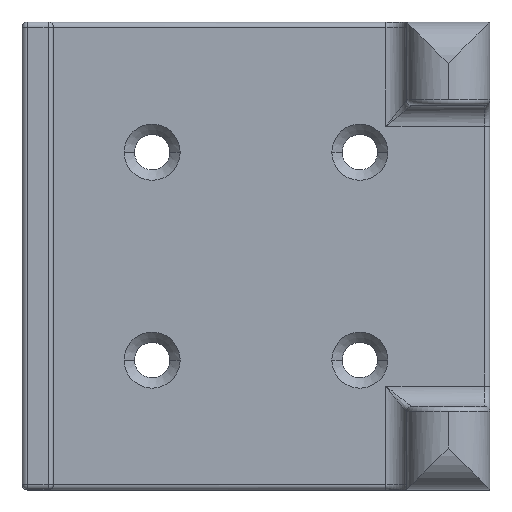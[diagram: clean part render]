
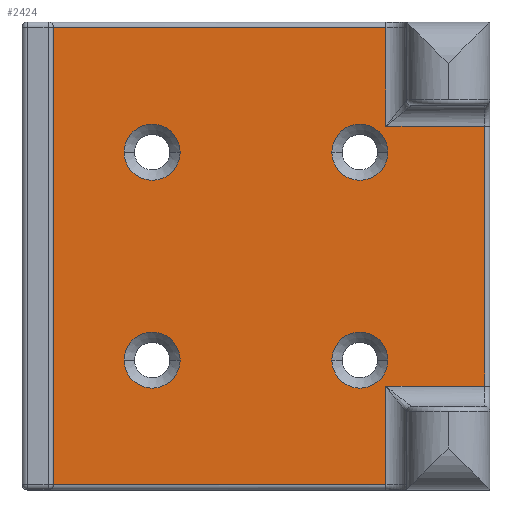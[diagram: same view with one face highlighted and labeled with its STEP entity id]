
A CAD part, top view. The second image highlights one B-rep face of the part: STEP entity #2424.
In plain terms, the highlighted planar face has unit normal (0, 0, 1).
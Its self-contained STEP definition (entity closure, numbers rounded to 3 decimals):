
#514=CARTESIAN_POINT('Vertex',(-19.5,-22.,3.)) ;
#801=CARTESIAN_POINT('Line Origine',(-19.5,0.,3.)) ;
#805=CARTESIAN_POINT('Vertex',(-19.5,22.,3.)) ;
#1117=CARTESIAN_POINT('Line Origine',(0.25,22.,3.)) ;
#1121=CARTESIAN_POINT('Vertex',(12.5,22.,3.)) ;
#1227=CARTESIAN_POINT('Line Origine',(0.,-22.,3.)) ;
#1231=CARTESIAN_POINT('Vertex',(12.5,-22.,3.)) ;
#1264=CARTESIAN_POINT('Vertex',(22.,12.5,3.)) ;
#1267=CARTESIAN_POINT('Line Origine',(22.,0.,3.)) ;
#1271=CARTESIAN_POINT('Vertex',(22.,-12.5,3.)) ;
#1467=CARTESIAN_POINT('Vertex',(12.5,12.5,3.)) ;
#1470=CARTESIAN_POINT('Line Origine',(12.5,0.,3.)) ;
#1501=CARTESIAN_POINT('Line Origine',(1.25,12.5,3.)) ;
#1831=CARTESIAN_POINT('Vertex',(12.5,-12.5,3.)) ;
#1834=CARTESIAN_POINT('Line Origine',(12.5,0.,3.)) ;
#1900=CARTESIAN_POINT('Line Origine',(1.25,-12.5,3.)) ;
#2115=CARTESIAN_POINT('Vertex',(-12.7,10.,3.)) ;
#2118=CARTESIAN_POINT('Axis2P3D Location',(-10.,10.,3.)) ;
#2122=CARTESIAN_POINT('Vertex',(-7.3,10.,3.)) ;
#2142=CARTESIAN_POINT('Axis2P3D Location',(-10.,10.,3.)) ;
#2206=CARTESIAN_POINT('Vertex',(7.3,10.,3.)) ;
#2209=CARTESIAN_POINT('Axis2P3D Location',(10.,10.,3.)) ;
#2213=CARTESIAN_POINT('Vertex',(12.7,10.,3.)) ;
#2233=CARTESIAN_POINT('Axis2P3D Location',(10.,10.,3.)) ;
#2297=CARTESIAN_POINT('Vertex',(-12.7,-10.,3.)) ;
#2300=CARTESIAN_POINT('Axis2P3D Location',(-10.,-10.,3.)) ;
#2304=CARTESIAN_POINT('Vertex',(-7.3,-10.,3.)) ;
#2324=CARTESIAN_POINT('Axis2P3D Location',(-10.,-10.,3.)) ;
#2379=CARTESIAN_POINT('Axis2P3D Location',(0.,0.,3.)) ;
#2394=CARTESIAN_POINT('Axis2P3D Location',(10.,-10.,3.)) ;
#2398=CARTESIAN_POINT('Vertex',(7.3,-10.,3.)) ;
#2400=CARTESIAN_POINT('Vertex',(12.7,-10.,3.)) ;
#2403=CARTESIAN_POINT('Axis2P3D Location',(10.,-10.,3.)) ;
#802=DIRECTION('Vector Direction',(0.,1.,0.)) ;
#1118=DIRECTION('Vector Direction',(1.,0.,0.)) ;
#1228=DIRECTION('Vector Direction',(1.,0.,0.)) ;
#1268=DIRECTION('Vector Direction',(0.,1.,0.)) ;
#1471=DIRECTION('Vector Direction',(0.,1.,0.)) ;
#1502=DIRECTION('Vector Direction',(-1.,0.,0.)) ;
#1835=DIRECTION('Vector Direction',(0.,-1.,0.)) ;
#1901=DIRECTION('Vector Direction',(-1.,0.,0.)) ;
#2119=DIRECTION('Axis2P3D Direction',(0.,0.,1.)) ;
#2143=DIRECTION('Axis2P3D Direction',(0.,-0.,1.)) ;
#2210=DIRECTION('Axis2P3D Direction',(0.,0.,1.)) ;
#2234=DIRECTION('Axis2P3D Direction',(0.,0.,1.)) ;
#2301=DIRECTION('Axis2P3D Direction',(0.,0.,1.)) ;
#2325=DIRECTION('Axis2P3D Direction',(0.,0.,1.)) ;
#2380=DIRECTION('Axis2P3D Direction',(0.,0.,1.)) ;
#2381=DIRECTION('Axis2P3D XDirection',(1.,0.,0.)) ;
#2395=DIRECTION('Axis2P3D Direction',(0.,0.,1.)) ;
#2404=DIRECTION('Axis2P3D Direction',(0.,0.,1.)) ;
#2120=AXIS2_PLACEMENT_3D('Circle Axis2P3D',#2118,#2119,$) ;
#2144=AXIS2_PLACEMENT_3D('Circle Axis2P3D',#2142,#2143,$) ;
#2211=AXIS2_PLACEMENT_3D('Circle Axis2P3D',#2209,#2210,$) ;
#2235=AXIS2_PLACEMENT_3D('Circle Axis2P3D',#2233,#2234,$) ;
#2302=AXIS2_PLACEMENT_3D('Circle Axis2P3D',#2300,#2301,$) ;
#2326=AXIS2_PLACEMENT_3D('Circle Axis2P3D',#2324,#2325,$) ;
#2382=AXIS2_PLACEMENT_3D('Plane Axis2P3D',#2379,#2380,#2381) ;
#2396=AXIS2_PLACEMENT_3D('Circle Axis2P3D',#2394,#2395,$) ;
#2405=AXIS2_PLACEMENT_3D('Circle Axis2P3D',#2403,#2404,$) ;
#2385=ORIENTED_EDGE('',*,*,#1273,.T.) ;
#2386=ORIENTED_EDGE('',*,*,#1505,.F.) ;
#2387=ORIENTED_EDGE('',*,*,#1474,.F.) ;
#2388=ORIENTED_EDGE('',*,*,#1123,.T.) ;
#2389=ORIENTED_EDGE('',*,*,#807,.F.) ;
#2390=ORIENTED_EDGE('',*,*,#1233,.T.) ;
#2391=ORIENTED_EDGE('',*,*,#1838,.T.) ;
#2392=ORIENTED_EDGE('',*,*,#1904,.T.) ;
#2409=ORIENTED_EDGE('',*,*,#2402,.F.) ;
#2410=ORIENTED_EDGE('',*,*,#2407,.F.) ;
#2413=ORIENTED_EDGE('',*,*,#2328,.F.) ;
#2414=ORIENTED_EDGE('',*,*,#2306,.F.) ;
#2417=ORIENTED_EDGE('',*,*,#2237,.F.) ;
#2418=ORIENTED_EDGE('',*,*,#2215,.F.) ;
#2421=ORIENTED_EDGE('',*,*,#2146,.F.) ;
#2422=ORIENTED_EDGE('',*,*,#2124,.F.) ;
#2411=FACE_BOUND('',#2408,.T.) ;
#2415=FACE_BOUND('',#2412,.T.) ;
#2419=FACE_BOUND('',#2416,.T.) ;
#2423=FACE_BOUND('',#2420,.T.) ;
#803=VECTOR('Line Direction',#802,1.) ;
#1119=VECTOR('Line Direction',#1118,1.) ;
#1229=VECTOR('Line Direction',#1228,1.) ;
#1269=VECTOR('Line Direction',#1268,1.) ;
#1472=VECTOR('Line Direction',#1471,1.) ;
#1503=VECTOR('Line Direction',#1502,1.) ;
#1836=VECTOR('Line Direction',#1835,1.) ;
#1902=VECTOR('Line Direction',#1901,1.) ;
#2424=ADVANCED_FACE('PartBody',(#2393,#2411,#2415,#2419,#2423),#2383,.T.) ;
#2121=CIRCLE('generated circle',#2120,2.7) ;
#2145=CIRCLE('generated circle',#2144,2.7) ;
#2212=CIRCLE('generated circle',#2211,2.7) ;
#2236=CIRCLE('generated circle',#2235,2.7) ;
#2303=CIRCLE('generated circle',#2302,2.7) ;
#2327=CIRCLE('generated circle',#2326,2.7) ;
#2397=CIRCLE('generated circle',#2396,2.7) ;
#2406=CIRCLE('generated circle',#2405,2.7) ;
#807=EDGE_CURVE('',#515,#806,#804,.T.) ;
#1123=EDGE_CURVE('',#1122,#806,#1120,.F.) ;
#1233=EDGE_CURVE('',#515,#1232,#1230,.T.) ;
#1273=EDGE_CURVE('',#1272,#1265,#1270,.T.) ;
#1474=EDGE_CURVE('',#1122,#1468,#1473,.F.) ;
#1505=EDGE_CURVE('',#1468,#1265,#1504,.F.) ;
#1838=EDGE_CURVE('',#1232,#1832,#1837,.F.) ;
#1904=EDGE_CURVE('',#1832,#1272,#1903,.F.) ;
#2124=EDGE_CURVE('',#2116,#2123,#2121,.T.) ;
#2146=EDGE_CURVE('',#2123,#2116,#2145,.T.) ;
#2215=EDGE_CURVE('',#2207,#2214,#2212,.T.) ;
#2237=EDGE_CURVE('',#2214,#2207,#2236,.T.) ;
#2306=EDGE_CURVE('',#2298,#2305,#2303,.T.) ;
#2328=EDGE_CURVE('',#2305,#2298,#2327,.T.) ;
#2402=EDGE_CURVE('',#2399,#2401,#2397,.T.) ;
#2407=EDGE_CURVE('',#2401,#2399,#2406,.T.) ;
#2384=EDGE_LOOP('',(#2385,#2386,#2387,#2388,#2389,#2390,#2391,#2392)) ;
#2408=EDGE_LOOP('',(#2409,#2410)) ;
#2412=EDGE_LOOP('',(#2413,#2414)) ;
#2416=EDGE_LOOP('',(#2417,#2418)) ;
#2420=EDGE_LOOP('',(#2421,#2422)) ;
#2393=FACE_OUTER_BOUND('',#2384,.T.) ;
#804=LINE('Line',#801,#803) ;
#1120=LINE('Line',#1117,#1119) ;
#1230=LINE('Line',#1227,#1229) ;
#1270=LINE('Line',#1267,#1269) ;
#1473=LINE('Line',#1470,#1472) ;
#1504=LINE('Line',#1501,#1503) ;
#1837=LINE('Line',#1834,#1836) ;
#1903=LINE('Line',#1900,#1902) ;
#2383=PLANE('Plane',#2382) ;
#515=VERTEX_POINT('',#514) ;
#806=VERTEX_POINT('',#805) ;
#1122=VERTEX_POINT('',#1121) ;
#1232=VERTEX_POINT('',#1231) ;
#1265=VERTEX_POINT('',#1264) ;
#1272=VERTEX_POINT('',#1271) ;
#1468=VERTEX_POINT('',#1467) ;
#1832=VERTEX_POINT('',#1831) ;
#2116=VERTEX_POINT('',#2115) ;
#2123=VERTEX_POINT('',#2122) ;
#2207=VERTEX_POINT('',#2206) ;
#2214=VERTEX_POINT('',#2213) ;
#2298=VERTEX_POINT('',#2297) ;
#2305=VERTEX_POINT('',#2304) ;
#2399=VERTEX_POINT('',#2398) ;
#2401=VERTEX_POINT('',#2400) ;
